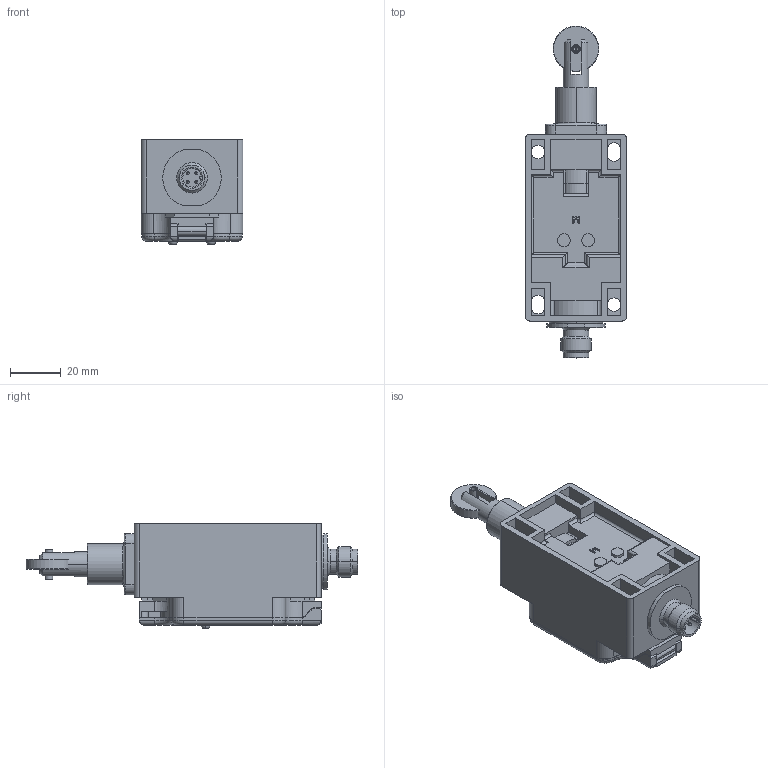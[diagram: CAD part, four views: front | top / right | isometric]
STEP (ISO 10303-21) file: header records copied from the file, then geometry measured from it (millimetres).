
FILE_DESCRIPTION((''),'2;1');
FILE_NAME('6073502024_SW0001','2010-07-08T',('T.Romberg'),(''),'PRO/ENGINEER BY PARAMETRIC TECHNOLOGY CORPORATION, 2005070','PRO/ENGINEER BY PARAMETRIC TECHNOLOGY CORPORATION, 2005070','');
FILE_SCHEMA(('AUTOMOTIVE_DESIGN_CC2 { 1 2 10303 214 -1 1 5 2 }'));
Length unit declared in the file: millimetre
Products named in the file (1): 6073502024_SW0001
Bounding box: 40 x 130.6 x 41.2 mm (x, y, z)
Surface area: 25600.9 mm2 (no closed solid volume)
Topology: 0 solids, 19 shells, 533 faces, 1492 edges, 936 vertices
Faces by surface type: plane 300, cylinder 128, cone 46, torus 29, sphere 20, bspline 8, revolution 2
Entity records: 25588 total; most frequent: CARTESIAN_POINT 3922, DIRECTION 2919, ORIENTED_EDGE 2702, PRESENTATION_STYLE_ASSIGNMENT 1981, STYLED_ITEM 1481, CURVE_STYLE 1462, EDGE_CURVE 1460, AXIS2_PLACEMENT_3D 1052
